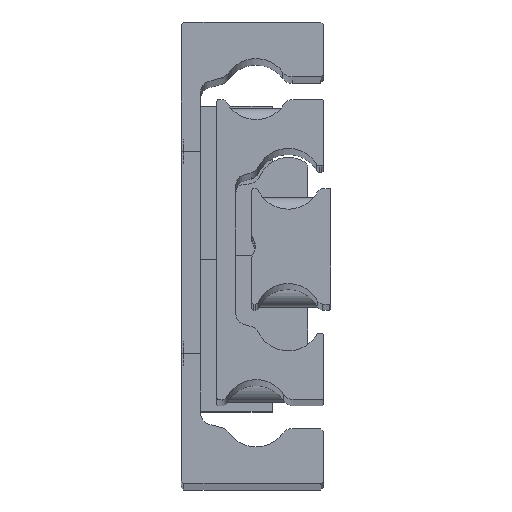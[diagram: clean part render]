
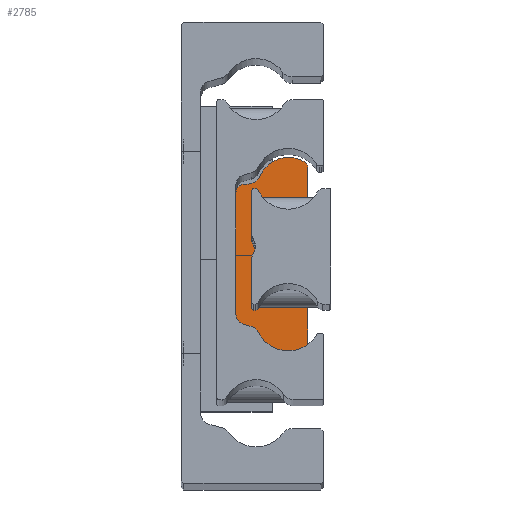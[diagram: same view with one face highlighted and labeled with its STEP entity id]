
A CAD part, top view. The second image highlights one B-rep face of the part: STEP entity #2785.
In plain terms, the highlighted planar face has unit normal (0, 0, 1).
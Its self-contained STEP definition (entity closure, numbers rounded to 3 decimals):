
#66 = CARTESIAN_POINT ( 'NONE',  ( 14.899, -10.536, 7.5 ) ) ;
#171 = PLANE ( 'NONE',  #6489 ) ;
#351 = ORIENTED_EDGE ( 'NONE', *, *, #1337, .T. ) ;
#367 = CARTESIAN_POINT ( 'NONE',  ( -17.051, -3.4, 7.5 ) ) ;
#381 = AXIS2_PLACEMENT_3D ( 'NONE', #6281, #5717, #7457 ) ;
#387 = CARTESIAN_POINT ( 'NONE',  ( 15.319, -1., 7.5 ) ) ;
#388 = VERTEX_POINT ( 'NONE', #1458 ) ;
#483 = AXIS2_PLACEMENT_3D ( 'NONE', #5537, #6144, #1899 ) ;
#596 = DIRECTION ( 'NONE',  ( -1., 0., 0. ) ) ;
#631 = DIRECTION ( 'NONE',  ( -1., 0., 0. ) ) ;
#649 = DIRECTION ( 'NONE',  ( 0., 0., 1. ) ) ;
#785 = DIRECTION ( 'NONE',  ( -1., 0., 0. ) ) ;
#804 = EDGE_CURVE ( 'NONE', #7485, #7832, #5459, .T. ) ;
#880 = VERTEX_POINT ( 'NONE', #6857 ) ;
#932 = ORIENTED_EDGE ( 'NONE', *, *, #7408, .T. ) ;
#1123 = DIRECTION ( 'NONE',  ( 0., 0., 1. ) ) ;
#1131 = LINE ( 'NONE', #4281, #3412 ) ;
#1139 = CARTESIAN_POINT ( 'NONE',  ( 10.926, -11., 7.5 ) ) ;
#1242 = EDGE_CURVE ( 'NONE', #7221, #880, #1266, .T. ) ;
#1266 = CIRCLE ( 'NONE', #3609, 1. ) ;
#1337 = EDGE_CURVE ( 'NONE', #4172, #7485, #4392, .T. ) ;
#1395 = CARTESIAN_POINT ( 'NONE',  ( -11.751, -3.4, 7.5 ) ) ;
#1458 = CARTESIAN_POINT ( 'NONE',  ( -12.416, -10.826, 7.5 ) ) ;
#1547 = AXIS2_PLACEMENT_3D ( 'NONE', #3524, #3183, #5671 ) ;
#1878 = AXIS2_PLACEMENT_3D ( 'NONE', #6674, #1123, #2384 ) ;
#1899 = DIRECTION ( 'NONE',  ( -1., 0., 0. ) ) ;
#2018 = CARTESIAN_POINT ( 'NONE',  ( 12.416, -10.826, 7.5 ) ) ;
#2079 = AXIS2_PLACEMENT_3D ( 'NONE', #1395, #6340, #785 ) ;
#2102 = CARTESIAN_POINT ( 'NONE',  ( 16.149, -0.442, 7.5 ) ) ;
#2210 = CIRCLE ( 'NONE', #5177, 1. ) ;
#2275 = DIRECTION ( 'NONE',  ( 1., 0., 0. ) ) ;
#2314 = DIRECTION ( 'NONE',  ( -1., 0., 0. ) ) ;
#2384 = DIRECTION ( 'NONE',  ( -1., 0., 0. ) ) ;
#2423 = CARTESIAN_POINT ( 'NONE',  ( -10.926, -12.5, 7.5 ) ) ;
#2441 = DIRECTION ( 'NONE',  ( -1., 0., 0. ) ) ;
#2481 = CIRCLE ( 'NONE', #2997, 1.5 ) ;
#2779 = VERTEX_POINT ( 'NONE', #5733 ) ;
#2784 = EDGE_CURVE ( 'NONE', #3570, #4303, #7014, .T. ) ;
#2785 = ADVANCED_FACE ( 'NONE', ( #3287 ), #171, .T. ) ;
#2920 = CIRCLE ( 'NONE', #1878, 1.5 ) ;
#2997 = AXIS2_PLACEMENT_3D ( 'NONE', #1139, #649, #3629 ) ;
#3009 = EDGE_CURVE ( 'NONE', #7832, #4812, #2481, .T. ) ;
#3051 = CARTESIAN_POINT ( 'NONE',  ( -16.149, -0.442, 7.5 ) ) ;
#3067 = EDGE_CURVE ( 'NONE', #3570, #2779, #2210, .T. ) ;
#3101 = ORIENTED_EDGE ( 'NONE', *, *, #3067, .F. ) ;
#3137 = ORIENTED_EDGE ( 'NONE', *, *, #1242, .T. ) ;
#3183 = DIRECTION ( 'NONE',  ( 0., 0., -1. ) ) ;
#3196 = CIRCLE ( 'NONE', #4847, 2.5 ) ;
#3287 = FACE_OUTER_BOUND ( 'NONE', #5997, .T. ) ;
#3412 = VECTOR ( 'NONE', #596, 1000. ) ;
#3480 = EDGE_CURVE ( 'NONE', #880, #2779, #1131, .T. ) ;
#3524 = CARTESIAN_POINT ( 'NONE',  ( -14.899, -10.536, 7.5 ) ) ;
#3546 = DIRECTION ( 'NONE',  ( 1., 0., 0. ) ) ;
#3570 = VERTEX_POINT ( 'NONE', #3051 ) ;
#3609 = AXIS2_PLACEMENT_3D ( 'NONE', #387, #4191, #6642 ) ;
#3629 = DIRECTION ( 'NONE',  ( -1., 0., 0. ) ) ;
#3641 = CARTESIAN_POINT ( 'NONE',  ( 10.926, -12.5, 7.5 ) ) ;
#3828 = CARTESIAN_POINT ( 'NONE',  ( -13.89, -8.249, 7.5 ) ) ;
#3952 = CIRCLE ( 'NONE', #4074, 2.5 ) ;
#4074 = AXIS2_PLACEMENT_3D ( 'NONE', #7262, #7868, #2314 ) ;
#4153 = CIRCLE ( 'NONE', #1547, 2.5 ) ;
#4172 = VERTEX_POINT ( 'NONE', #7000 ) ;
#4191 = DIRECTION ( 'NONE',  ( 0., 0., 1. ) ) ;
#4208 = ORIENTED_EDGE ( 'NONE', *, *, #6635, .T. ) ;
#4281 = CARTESIAN_POINT ( 'NONE',  ( 15.319, 0., 7.5 ) ) ;
#4303 = VERTEX_POINT ( 'NONE', #367 ) ;
#4361 = DIRECTION ( 'NONE',  ( 0., 0., 1. ) ) ;
#4392 = CIRCLE ( 'NONE', #483, 1.5 ) ;
#4515 = CARTESIAN_POINT ( 'NONE',  ( 15.319, -1., 7.5 ) ) ;
#4523 = VERTEX_POINT ( 'NONE', #7588 ) ;
#4606 = ORIENTED_EDGE ( 'NONE', *, *, #5571, .T. ) ;
#4697 = VERTEX_POINT ( 'NONE', #7372 ) ;
#4812 = VERTEX_POINT ( 'NONE', #2018 ) ;
#4847 = AXIS2_PLACEMENT_3D ( 'NONE', #66, #6797, #631 ) ;
#4856 = ORIENTED_EDGE ( 'NONE', *, *, #2784, .T. ) ;
#4863 = CARTESIAN_POINT ( 'NONE',  ( 15.319, -12.5, 7.5 ) ) ;
#5177 = AXIS2_PLACEMENT_3D ( 'NONE', #6290, #7505, #6452 ) ;
#5384 = VECTOR ( 'NONE', #3546, 1000. ) ;
#5459 = LINE ( 'NONE', #4863, #5384 ) ;
#5537 = CARTESIAN_POINT ( 'NONE',  ( -10.926, -11., 7.5 ) ) ;
#5538 = VERTEX_POINT ( 'NONE', #3828 ) ;
#5571 = EDGE_CURVE ( 'NONE', #4697, #4523, #3952, .T. ) ;
#5671 = DIRECTION ( 'NONE',  ( -1., 0., 0. ) ) ;
#5708 = CIRCLE ( 'NONE', #381, 5.3 ) ;
#5717 = DIRECTION ( 'NONE',  ( 0., 0., 1. ) ) ;
#5733 = CARTESIAN_POINT ( 'NONE',  ( -15.319, 0., 7.5 ) ) ;
#5841 = ORIENTED_EDGE ( 'NONE', *, *, #804, .T. ) ;
#5988 = EDGE_CURVE ( 'NONE', #4812, #4697, #3196, .T. ) ;
#5997 = EDGE_LOOP ( 'NONE', ( #7724, #4606, #6347, #3137, #7061, #3101, #4856, #4208, #6918, #932, #351, #5841, #6799 ) ) ;
#6144 = DIRECTION ( 'NONE',  ( 0., 0., 1. ) ) ;
#6281 = CARTESIAN_POINT ( 'NONE',  ( 11.751, -3.4, 7.5 ) ) ;
#6290 = CARTESIAN_POINT ( 'NONE',  ( -15.319, -1., 7.5 ) ) ;
#6340 = DIRECTION ( 'NONE',  ( 0., 0., 1. ) ) ;
#6347 = ORIENTED_EDGE ( 'NONE', *, *, #7033, .T. ) ;
#6452 = DIRECTION ( 'NONE',  ( -1., 0., 0. ) ) ;
#6489 = AXIS2_PLACEMENT_3D ( 'NONE', #4515, #7635, #2275 ) ;
#6635 = EDGE_CURVE ( 'NONE', #4303, #5538, #7624, .T. ) ;
#6642 = DIRECTION ( 'NONE',  ( -1., 0., 0. ) ) ;
#6654 = CARTESIAN_POINT ( 'NONE',  ( -11.751, -3.4, 7.5 ) ) ;
#6674 = CARTESIAN_POINT ( 'NONE',  ( -10.926, -11., 7.5 ) ) ;
#6797 = DIRECTION ( 'NONE',  ( 0., 0., -1. ) ) ;
#6799 = ORIENTED_EDGE ( 'NONE', *, *, #3009, .T. ) ;
#6857 = CARTESIAN_POINT ( 'NONE',  ( 15.319, 0., 7.5 ) ) ;
#6918 = ORIENTED_EDGE ( 'NONE', *, *, #6935, .T. ) ;
#6935 = EDGE_CURVE ( 'NONE', #5538, #388, #4153, .T. ) ;
#7000 = CARTESIAN_POINT ( 'NONE',  ( -12.426, -11., 7.5 ) ) ;
#7014 = CIRCLE ( 'NONE', #2079, 5.3 ) ;
#7033 = EDGE_CURVE ( 'NONE', #4523, #7221, #5708, .T. ) ;
#7061 = ORIENTED_EDGE ( 'NONE', *, *, #3480, .T. ) ;
#7221 = VERTEX_POINT ( 'NONE', #2102 ) ;
#7262 = CARTESIAN_POINT ( 'NONE',  ( 14.899, -10.536, 7.5 ) ) ;
#7365 = AXIS2_PLACEMENT_3D ( 'NONE', #6654, #4361, #2441 ) ;
#7372 = CARTESIAN_POINT ( 'NONE',  ( 12.399, -10.536, 7.5 ) ) ;
#7408 = EDGE_CURVE ( 'NONE', #388, #4172, #2920, .T. ) ;
#7457 = DIRECTION ( 'NONE',  ( -1., 0., 0. ) ) ;
#7485 = VERTEX_POINT ( 'NONE', #2423 ) ;
#7505 = DIRECTION ( 'NONE',  ( 0., 0., -1. ) ) ;
#7588 = CARTESIAN_POINT ( 'NONE',  ( 13.89, -8.249, 7.5 ) ) ;
#7624 = CIRCLE ( 'NONE', #7365, 5.3 ) ;
#7635 = DIRECTION ( 'NONE',  ( 0., 0., 1. ) ) ;
#7724 = ORIENTED_EDGE ( 'NONE', *, *, #5988, .T. ) ;
#7832 = VERTEX_POINT ( 'NONE', #3641 ) ;
#7868 = DIRECTION ( 'NONE',  ( 0., 0., -1. ) ) ;
